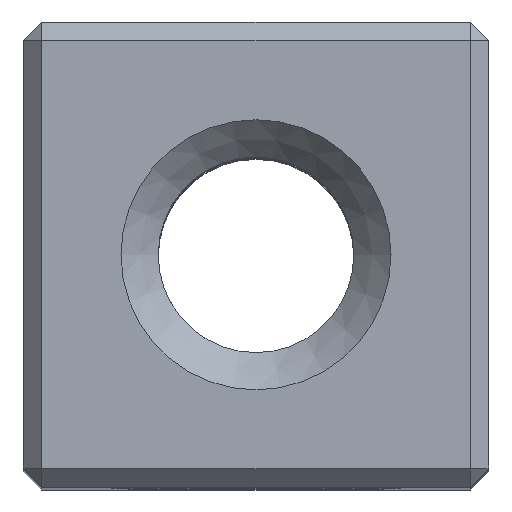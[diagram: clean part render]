
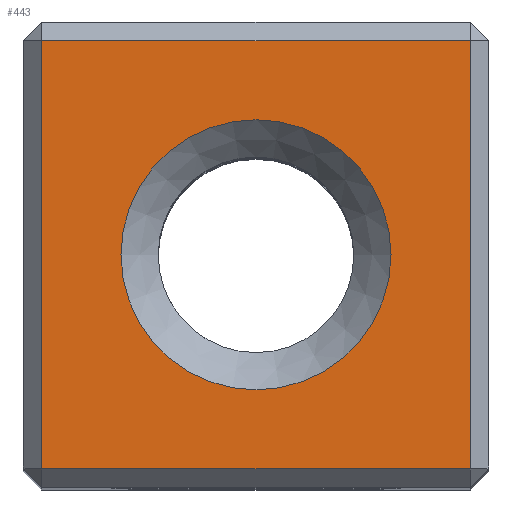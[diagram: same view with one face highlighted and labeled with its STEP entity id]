
A CAD part, top view. The second image highlights one B-rep face of the part: STEP entity #443.
In plain terms, the highlighted planar face has unit normal (0, 0, 1).
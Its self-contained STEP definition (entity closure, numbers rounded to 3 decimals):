
#157 = VERTEX_POINT('',#158);
#158 = CARTESIAN_POINT('',(4.6,-4.6,30.));
#166 = VERTEX_POINT('',#167);
#167 = CARTESIAN_POINT('',(4.6,4.6,30.));
#173 = EDGE_CURVE('',#157,#166,#174,.T.);
#174 = LINE('',#175,#176);
#175 = CARTESIAN_POINT('',(4.6,-5.,30.));
#176 = VECTOR('',#177,1.);
#177 = DIRECTION('',(0.,1.,0.));
#443 = ADVANCED_FACE('',(#444,#455),#480,.T.);
#444 = FACE_BOUND('',#445,.T.);
#445 = EDGE_LOOP('',(#446));
#446 = ORIENTED_EDGE('',*,*,#447,.F.);
#447 = EDGE_CURVE('',#448,#448,#450,.T.);
#448 = VERTEX_POINT('',#449);
#449 = CARTESIAN_POINT('',(2.9,0.,30.));
#450 = CIRCLE('',#451,2.9);
#451 = AXIS2_PLACEMENT_3D('',#452,#453,#454);
#452 = CARTESIAN_POINT('',(0.,0.,30.));
#453 = DIRECTION('',(0.,0.,1.));
#454 = DIRECTION('',(1.,0.,0.));
#455 = FACE_BOUND('',#456,.T.);
#456 = EDGE_LOOP('',(#457,#465,#473,#479));
#457 = ORIENTED_EDGE('',*,*,#458,.T.);
#458 = EDGE_CURVE('',#166,#459,#461,.T.);
#459 = VERTEX_POINT('',#460);
#460 = CARTESIAN_POINT('',(-4.6,4.6,30.));
#461 = LINE('',#462,#463);
#462 = CARTESIAN_POINT('',(5.,4.6,30.));
#463 = VECTOR('',#464,1.);
#464 = DIRECTION('',(-1.,0.,0.));
#465 = ORIENTED_EDGE('',*,*,#466,.T.);
#466 = EDGE_CURVE('',#459,#467,#469,.T.);
#467 = VERTEX_POINT('',#468);
#468 = CARTESIAN_POINT('',(-4.6,-4.6,30.));
#469 = LINE('',#470,#471);
#470 = CARTESIAN_POINT('',(-4.6,5.,30.));
#471 = VECTOR('',#472,1.);
#472 = DIRECTION('',(0.,-1.,0.));
#473 = ORIENTED_EDGE('',*,*,#474,.T.);
#474 = EDGE_CURVE('',#467,#157,#475,.T.);
#475 = LINE('',#476,#477);
#476 = CARTESIAN_POINT('',(-5.,-4.6,30.));
#477 = VECTOR('',#478,1.);
#478 = DIRECTION('',(1.,0.,0.));
#479 = ORIENTED_EDGE('',*,*,#173,.T.);
#480 = PLANE('',#481);
#481 = AXIS2_PLACEMENT_3D('',#482,#483,#484);
#482 = CARTESIAN_POINT('',(0.,0.,30.)
  );
#483 = DIRECTION('',(0.,0.,1.));
#484 = DIRECTION('',(1.,0.,0.));
